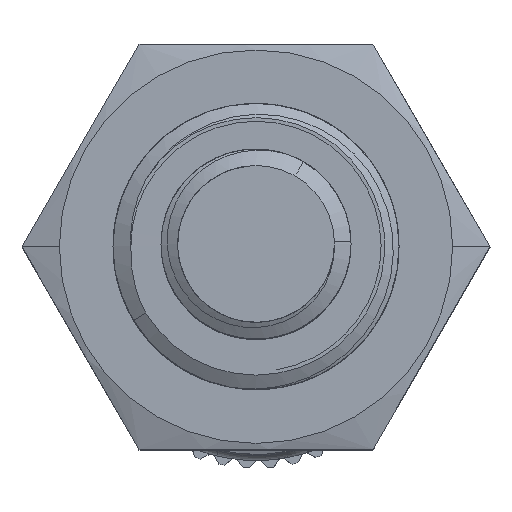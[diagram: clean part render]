
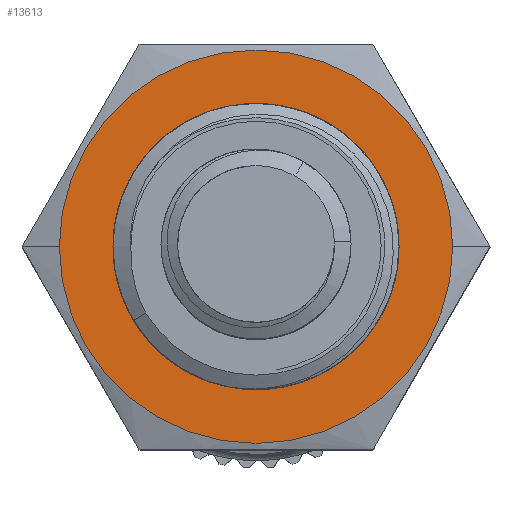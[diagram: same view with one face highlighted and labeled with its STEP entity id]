
A CAD part, top view. The second image highlights one B-rep face of the part: STEP entity #13613.
In plain terms, the highlighted planar face has unit normal (0, 0, 1).
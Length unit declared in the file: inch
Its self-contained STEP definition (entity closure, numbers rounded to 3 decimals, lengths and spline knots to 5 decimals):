
#6734=CARTESIAN_POINT('',(0.,0.,-1.02362));
#6735=DIRECTION('',(0.,0.,-1.));
#6736=DIRECTION('',(-1.,0.,0.));
#6737=AXIS2_PLACEMENT_3D('',#6734,#6735,#6736);
#6742=CARTESIAN_POINT('',(0.,0.,-1.02362));
#6743=DIRECTION('',(0.,0.,-1.));
#6744=DIRECTION('',(1.,0.,0.));
#6745=AXIS2_PLACEMENT_3D('',#6742,#6743,#6744);
#6750=CARTESIAN_POINT('',(0.,0.,-1.02362));
#6751=DIRECTION('',(0.,0.,1.));
#6752=DIRECTION('',(0.913,0.408,0.));
#6753=AXIS2_PLACEMENT_3D('',#6750,#6751,#6752);
#6758=CARTESIAN_POINT('',(0.,0.,-1.02362));
#6759=DIRECTION('',(0.,0.,1.));
#6760=DIRECTION('',(-1.,0.,0.));
#6761=AXIS2_PLACEMENT_3D('',#6758,#6759,#6760);
#6766=CARTESIAN_POINT('',(0.,0.,-1.02362));
#6767=DIRECTION('',(0.,0.,1.));
#6768=DIRECTION('',(0.913,-0.409,0.));
#6769=AXIS2_PLACEMENT_3D('',#6766,#6767,#6768);
#6774=CARTESIAN_POINT('',(0.,0.,-1.02362));
#6775=DIRECTION('',(0.,0.,1.));
#6776=DIRECTION('',(1.,0.,0.));
#6777=AXIS2_PLACEMENT_3D('',#6774,#6775,#6776);
#11563=CARTESIAN_POINT('',(-0.3248,0.,-1.02362));
#11564=VERTEX_POINT('',#11563);
#11565=CARTESIAN_POINT('',(0.3248,0.,-1.02362));
#11566=VERTEX_POINT('',#11565);
#11567=CARTESIAN_POINT('',(-0.23622,0.,-1.02362));
#11568=CARTESIAN_POINT('',(0.21561,-0.0965,
-1.02362));
#11569=VERTEX_POINT('',#11567);
#11570=VERTEX_POINT('',#11568);
#11571=CARTESIAN_POINT('',(0.21571,0.09629,
-1.02362));
#11572=VERTEX_POINT('',#11571);
#11573=CARTESIAN_POINT('',(0.23622,0.,-1.02362));
#11574=VERTEX_POINT('',#11573);
#13594=CARTESIAN_POINT('',(0.,0.,-1.02362));
#13595=DIRECTION('',(0.,0.,1.));
#13596=DIRECTION('',(1.,0.,0.));
#13597=AXIS2_PLACEMENT_3D('',#13594,#13595,#13596);
#13598=PLANE('',#13597);
#13599=ORIENTED_EDGE('',*,*,#13576,.T.);
#13600=ORIENTED_EDGE('',*,*,#13545,.T.);
#13601=EDGE_LOOP('',(#13599,#13600));
#13602=FACE_OUTER_BOUND('',#13601,.F.);
#13604=ORIENTED_EDGE('',*,*,#13603,.T.);
#13606=ORIENTED_EDGE('',*,*,#13605,.T.);
#13608=ORIENTED_EDGE('',*,*,#13607,.T.);
#13610=ORIENTED_EDGE('',*,*,#13609,.T.);
#13611=EDGE_LOOP('',(#13604,#13606,#13608,#13610));
#13612=FACE_BOUND('',#13611,.F.);
#13613=ADVANCED_FACE('',(#13602,#13612),#13598,.T.);
#6738=CIRCLE('',#6737,0.3248);
#6746=CIRCLE('',#6745,0.3248);
#6754=CIRCLE('',#6753,0.23622);
#6762=CIRCLE('',#6761,0.23622);
#6770=CIRCLE('',#6769,0.23622);
#6778=CIRCLE('',#6777,0.23622);
#13545=EDGE_CURVE('',#11566,#11564,#6746,.T.);
#13576=EDGE_CURVE('',#11564,#11566,#6738,.T.);
#13603=EDGE_CURVE('',#11572,#11569,#6754,.T.);
#13605=EDGE_CURVE('',#11569,#11570,#6762,.T.);
#13607=EDGE_CURVE('',#11570,#11574,#6770,.T.);
#13609=EDGE_CURVE('',#11574,#11572,#6778,.T.);
